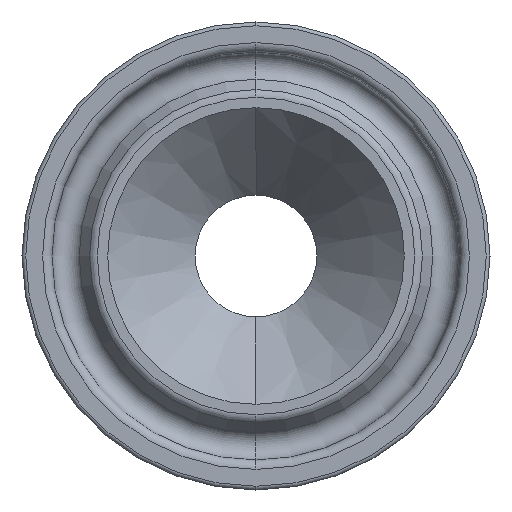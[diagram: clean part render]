
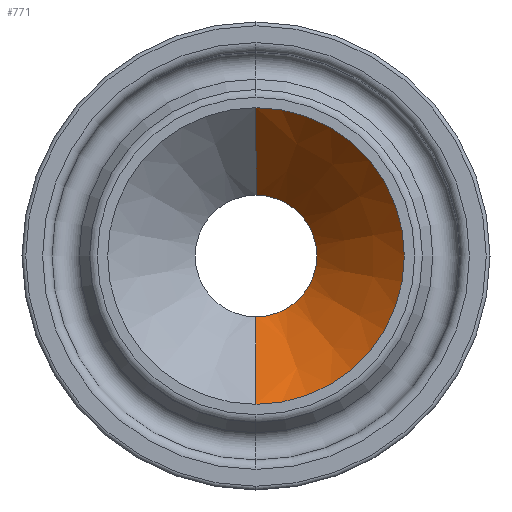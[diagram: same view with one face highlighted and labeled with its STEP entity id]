
A CAD part, left-side view. The second image highlights one B-rep face of the part: STEP entity #771.
In plain terms, the highlighted conical face has half-angle 43.076 degrees and reference radius 3.25 mm.
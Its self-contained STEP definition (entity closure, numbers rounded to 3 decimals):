
#27 = CARTESIAN_POINT ( 'NONE',  ( 0.8, 0., 7.925 ) ) ;
#75 = DIRECTION ( 'NONE',  ( -1., 0., 0. ) ) ;
#120 = VERTEX_POINT ( 'NONE', #1093 ) ;
#174 = AXIS2_PLACEMENT_3D ( 'NONE', #1072, #75, #734 ) ;
#182 = DIRECTION ( 'NONE',  ( 0., 0., 1. ) ) ;
#192 = DIRECTION ( 'NONE',  ( -1., 0., 0. ) ) ;
#226 = CARTESIAN_POINT ( 'NONE',  ( 5.8, 0., 3.25 ) ) ;
#275 = DIRECTION ( 'NONE',  ( 0., 0., 1. ) ) ;
#302 = CARTESIAN_POINT ( 'NONE',  ( 5.8, 0., -3.25 ) ) ;
#306 = CIRCLE ( 'NONE', #737, 7.925 ) ;
#335 = VERTEX_POINT ( 'NONE', #1000 ) ;
#361 = DIRECTION ( 'NONE',  ( -0.73, 0., 0.683 ) ) ;
#380 = CARTESIAN_POINT ( 'NONE',  ( 5.8, 0., 3.25 ) ) ;
#467 = VECTOR ( 'NONE', #361, 1000. ) ;
#470 = CARTESIAN_POINT ( 'NONE',  ( 5.8, 0., 0. ) ) ;
#485 = VECTOR ( 'NONE', #872, 1000. ) ;
#531 = LINE ( 'NONE', #380, #467 ) ;
#617 = VERTEX_POINT ( 'NONE', #27 ) ;
#641 = EDGE_CURVE ( 'NONE', #335, #617, #306, .T. ) ;
#652 = CIRCLE ( 'NONE', #174, 3.25 ) ;
#683 = CONICAL_SURFACE ( 'NONE', #773, 3.25, 0.752 ) ;
#687 = ORIENTED_EDGE ( 'NONE', *, *, #1091, .F. ) ;
#725 = EDGE_CURVE ( 'NONE', #814, #617, #531, .T. ) ;
#734 = DIRECTION ( 'NONE',  ( 0., 0., 1. ) ) ;
#737 = AXIS2_PLACEMENT_3D ( 'NONE', #767, #192, #182 ) ;
#762 = ORIENTED_EDGE ( 'NONE', *, *, #860, .T. ) ;
#767 = CARTESIAN_POINT ( 'NONE',  ( 0.8, 0., 0. ) ) ;
#771 = ADVANCED_FACE ( 'NONE', ( #971 ), #683, .F. ) ;
#773 = AXIS2_PLACEMENT_3D ( 'NONE', #470, #964, #275 ) ;
#814 = VERTEX_POINT ( 'NONE', #226 ) ;
#860 = EDGE_CURVE ( 'NONE', #120, #335, #1046, .T. ) ;
#872 = DIRECTION ( 'NONE',  ( -0.73, 0., -0.683 ) ) ;
#898 = ORIENTED_EDGE ( 'NONE', *, *, #641, .T. ) ;
#964 = DIRECTION ( 'NONE',  ( -1., 0., 0. ) ) ;
#971 = FACE_OUTER_BOUND ( 'NONE', #1066, .T. ) ;
#1000 = CARTESIAN_POINT ( 'NONE',  ( 0.8, 0., -7.925 ) ) ;
#1046 = LINE ( 'NONE', #302, #485 ) ;
#1066 = EDGE_LOOP ( 'NONE', ( #687, #762, #898, #1089 ) ) ;
#1072 = CARTESIAN_POINT ( 'NONE',  ( 5.8, 0., 0. ) ) ;
#1089 = ORIENTED_EDGE ( 'NONE', *, *, #725, .F. ) ;
#1091 = EDGE_CURVE ( 'NONE', #120, #814, #652, .T. ) ;
#1093 = CARTESIAN_POINT ( 'NONE',  ( 5.8, 0., -3.25 ) ) ;
